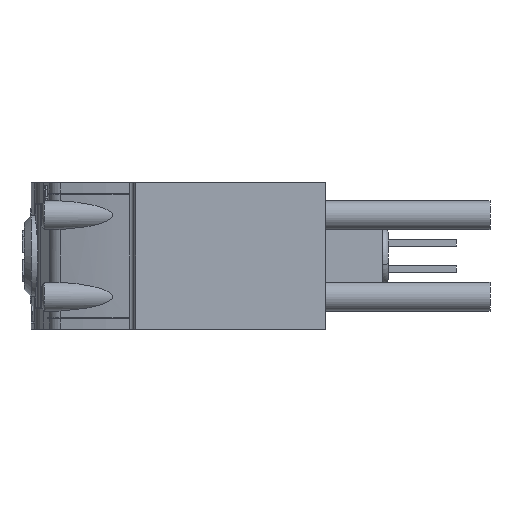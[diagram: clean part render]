
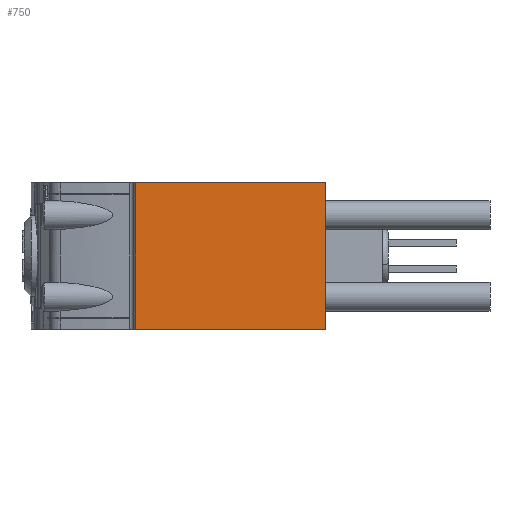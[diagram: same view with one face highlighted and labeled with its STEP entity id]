
A CAD part, left-side view. The second image highlights one B-rep face of the part: STEP entity #750.
In plain terms, the highlighted planar face has unit normal (-1, 0, 0).
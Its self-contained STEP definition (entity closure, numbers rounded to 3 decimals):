
#79 = EDGE_LOOP ( 'NONE', ( #9762, #5643, #10904, #2849 ) ) ;
#110 = CARTESIAN_POINT ( 'NONE',  ( 0., 0., 7.1 ) ) ;
#330 = EDGE_CURVE ( 'NONE', #603, #4130, #14369, .T. ) ;
#603 = VERTEX_POINT ( 'NONE', #11352 ) ;
#750 = ADVANCED_FACE ( 'NONE', ( #15772 ), #7257, .F. ) ;
#1005 = LINE ( 'NONE', #5367, #10048 ) ;
#1161 = CARTESIAN_POINT ( 'NONE',  ( 0., 0., -7.1 ) ) ;
#1838 = EDGE_CURVE ( 'NONE', #6174, #6543, #4296, .T. ) ;
#2849 = ORIENTED_EDGE ( 'NONE', *, *, #16098, .T. ) ;
#4130 = VERTEX_POINT ( 'NONE', #110 ) ;
#4296 = LINE ( 'NONE', #9865, #8213 ) ;
#5367 = CARTESIAN_POINT ( 'NONE',  ( 0., 0., 7.1 ) ) ;
#5535 = EDGE_CURVE ( 'NONE', #4130, #6543, #1005, .T. ) ;
#5633 = CARTESIAN_POINT ( 'NONE',  ( 0., 18.368, -7.1 ) ) ;
#5643 = ORIENTED_EDGE ( 'NONE', *, *, #5535, .F. ) ;
#6174 = VERTEX_POINT ( 'NONE', #5633 ) ;
#6543 = VERTEX_POINT ( 'NONE', #1161 ) ;
#7257 = PLANE ( 'NONE',  #13555 ) ;
#7292 = LINE ( 'NONE', #11468, #10063 ) ;
#8112 = DIRECTION ( 'NONE',  ( 0., 0., -1. ) ) ;
#8213 = VECTOR ( 'NONE', #8395, 1000. ) ;
#8395 = DIRECTION ( 'NONE',  ( 0., -1., 0. ) ) ;
#8908 = VECTOR ( 'NONE', #12671, 1000. ) ;
#9762 = ORIENTED_EDGE ( 'NONE', *, *, #1838, .T. ) ;
#9865 = CARTESIAN_POINT ( 'NONE',  ( 0., 18.368, -7.1 ) ) ;
#10048 = VECTOR ( 'NONE', #8112, 1000. ) ;
#10063 = VECTOR ( 'NONE', #11301, 1000. ) ;
#10904 = ORIENTED_EDGE ( 'NONE', *, *, #330, .F. ) ;
#11301 = DIRECTION ( 'NONE',  ( 0., 0., -1. ) ) ;
#11352 = CARTESIAN_POINT ( 'NONE',  ( 0., 18.368, 7.1 ) ) ;
#11468 = CARTESIAN_POINT ( 'NONE',  ( 0., 18.368, 7.1 ) ) ;
#12671 = DIRECTION ( 'NONE',  ( 0., -1., 0. ) ) ;
#12812 = DIRECTION ( 'NONE',  ( 1., 0., 0. ) ) ;
#12989 = CARTESIAN_POINT ( 'NONE',  ( 0., 18.368, 7.1 ) ) ;
#13034 = CARTESIAN_POINT ( 'NONE',  ( 0., 18.368, 7.1 ) ) ;
#13555 = AXIS2_PLACEMENT_3D ( 'NONE', #12989, #12812, #17211 ) ;
#14369 = LINE ( 'NONE', #13034, #8908 ) ;
#15772 = FACE_OUTER_BOUND ( 'NONE', #79, .T. ) ;
#16098 = EDGE_CURVE ( 'NONE', #603, #6174, #7292, .T. ) ;
#17211 = DIRECTION ( 'NONE',  ( 0., 0., -1. ) ) ;
